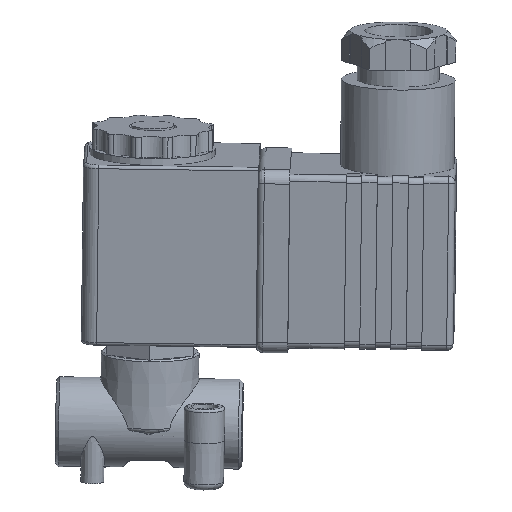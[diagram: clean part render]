
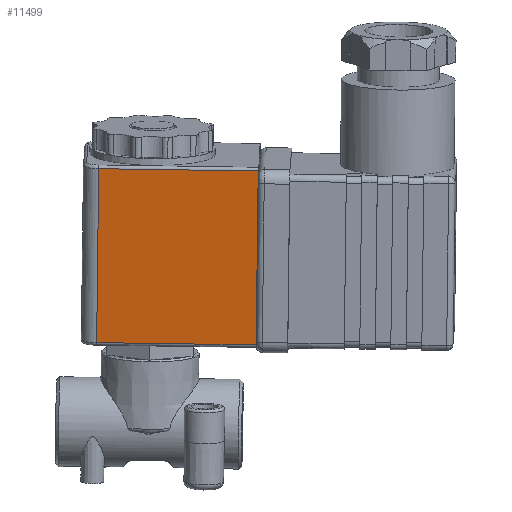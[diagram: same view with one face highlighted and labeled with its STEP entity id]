
A CAD part, top view. The second image highlights one B-rep face of the part: STEP entity #11499.
In plain terms, the highlighted face is planar.
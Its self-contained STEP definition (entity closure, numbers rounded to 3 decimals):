
#11180=CARTESIAN_POINT('',(-8.5,43.6,11.0));
#11181=VERTEX_POINT('',#11180);
#11204=CARTESIAN_POINT('',(-8.5,15.1,11.0));
#11205=VERTEX_POINT('',#11204);
#11247=CARTESIAN_POINT('',(17.2,43.6,11.0));
#11248=VERTEX_POINT('',#11247);
#11249=CARTESIAN_POINT('',(17.2,43.6,11.0));
#11250=DIRECTION('',(-1.0,0.0,0.0));
#11251=VECTOR('',#11250,25.7);
#11252=LINE('',#11249,#11251);
#11253=EDGE_CURVE('',#11248,#11181,#11252,.T.);
#11334=CARTESIAN_POINT('',(17.2,15.1,11.0));
#11335=VERTEX_POINT('',#11334);
#11336=CARTESIAN_POINT('',(17.2,15.1,11.0));
#11337=DIRECTION('',(-1.0,0.0,0.0));
#11338=VECTOR('',#11337,25.7);
#11339=LINE('',#11336,#11338);
#11340=EDGE_CURVE('',#11335,#11205,#11339,.T.);
#11448=CARTESIAN_POINT('',(17.2,43.6,11.0));
#11449=DIRECTION('',(0.0,-1.0,0.0));
#11450=VECTOR('',#11449,28.5);
#11451=LINE('',#11448,#11450);
#11452=EDGE_CURVE('',#11248,#11335,#11451,.T.);
#11483=CARTESIAN_POINT('',(-8.5,44.1,11.0));
#11484=DIRECTION('',(0.0,0.0,-1.0));
#11485=DIRECTION('',(-1.0,0.0,0.0));
#11486=AXIS2_PLACEMENT_3D('',#11483,#11484,#11485);
#11487=PLANE('',#11486);
#11488=ORIENTED_EDGE('',*,*,#11253,.T.);
#11489=CARTESIAN_POINT('',(-8.5,43.6,11.0));
#11490=DIRECTION('',(0.0,-1.0,0.0));
#11491=VECTOR('',#11490,28.5);
#11492=LINE('',#11489,#11491);
#11493=EDGE_CURVE('',#11181,#11205,#11492,.T.);
#11494=ORIENTED_EDGE('',*,*,#11493,.T.);
#11495=ORIENTED_EDGE('',*,*,#11340,.F.);
#11496=ORIENTED_EDGE('',*,*,#11452,.F.);
#11497=EDGE_LOOP('',(#11488,#11494,#11495,#11496));
#11498=FACE_OUTER_BOUND('',#11497,.T.);
#11499=ADVANCED_FACE('',(#11498),#11487,.F.);
